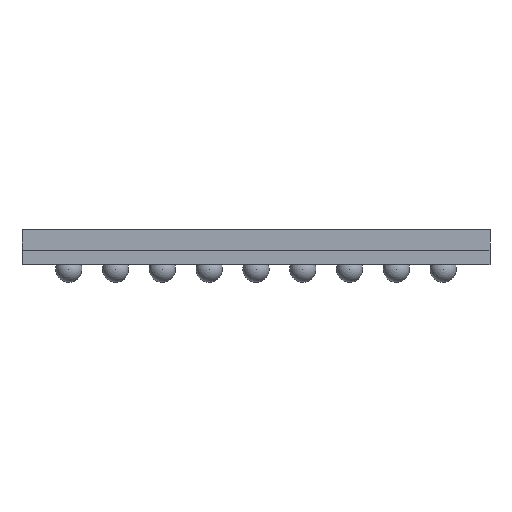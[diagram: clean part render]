
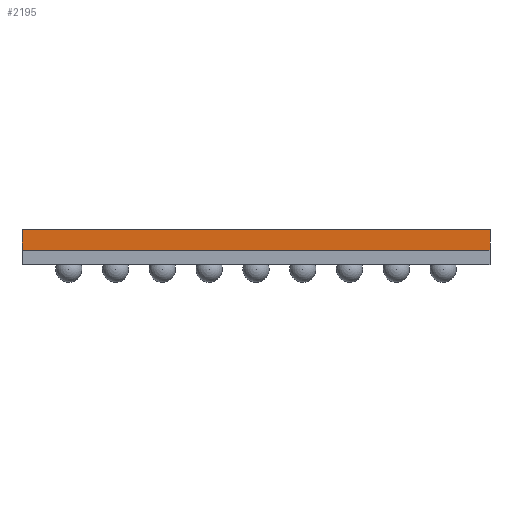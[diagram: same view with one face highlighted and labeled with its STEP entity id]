
A CAD part, left-side view. The second image highlights one B-rep face of the part: STEP entity #2195.
In plain terms, the highlighted planar face has unit normal (-1, 0, 0).
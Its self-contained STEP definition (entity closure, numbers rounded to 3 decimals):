
#725 = VERTEX_POINT ( 'NONE', #12300 ) ;
#1870 = CARTESIAN_POINT ( 'NONE',  ( -4., -4., 0.9 ) ) ;
#2195 = ADVANCED_FACE ( 'NONE', ( #10578 ), #10469, .F. ) ;
#2672 = ORIENTED_EDGE ( 'NONE', *, *, #15153, .F. ) ;
#3395 = CARTESIAN_POINT ( 'NONE',  ( -4., 4., 0.55 ) ) ;
#3520 = LINE ( 'NONE', #16424, #7378 ) ;
#3607 = VECTOR ( 'NONE', #7828, 1000. ) ;
#4127 = ORIENTED_EDGE ( 'NONE', *, *, #5540, .T. ) ;
#4562 = DIRECTION ( 'NONE',  ( 0., 0., 1. ) ) ;
#5540 = EDGE_CURVE ( 'NONE', #6621, #725, #18257, .T. ) ;
#6621 = VERTEX_POINT ( 'NONE', #3395 ) ;
#7378 = VECTOR ( 'NONE', #9086, 1000. ) ;
#7687 = LINE ( 'NONE', #1870, #17131 ) ;
#7828 = DIRECTION ( 'NONE',  ( 0., 0., -1. ) ) ;
#8003 = CARTESIAN_POINT ( 'NONE',  ( -4., 4., 0.55 ) ) ;
#8609 = VERTEX_POINT ( 'NONE', #8944 ) ;
#8705 = VERTEX_POINT ( 'NONE', #13784 ) ;
#8944 = CARTESIAN_POINT ( 'NONE',  ( -4., 4., 0.9 ) ) ;
#9086 = DIRECTION ( 'NONE',  ( 0., -1., 0. ) ) ;
#9940 = AXIS2_PLACEMENT_3D ( 'NONE', #11827, #17571, #4562 ) ;
#10469 = PLANE ( 'NONE',  #9940 ) ;
#10578 = FACE_OUTER_BOUND ( 'NONE', #16116, .T. ) ;
#10867 = EDGE_CURVE ( 'NONE', #8609, #6621, #13546, .T. ) ;
#11827 = CARTESIAN_POINT ( 'NONE',  ( -4., 4., 0.9 ) ) ;
#11932 = DIRECTION ( 'NONE',  ( 0., 0., -1. ) ) ;
#12300 = CARTESIAN_POINT ( 'NONE',  ( -4., -4., 0.55 ) ) ;
#12532 = EDGE_CURVE ( 'NONE', #8609, #8705, #3520, .T. ) ;
#13350 = CARTESIAN_POINT ( 'NONE',  ( -4., 4., 0.9 ) ) ;
#13546 = LINE ( 'NONE', #13350, #3607 ) ;
#13784 = CARTESIAN_POINT ( 'NONE',  ( -4., -4., 0.9 ) ) ;
#13801 = DIRECTION ( 'NONE',  ( 0., -1., 0. ) ) ;
#14839 = VECTOR ( 'NONE', #13801, 1000. ) ;
#14902 = ORIENTED_EDGE ( 'NONE', *, *, #10867, .T. ) ;
#15153 = EDGE_CURVE ( 'NONE', #8705, #725, #7687, .T. ) ;
#15963 = ORIENTED_EDGE ( 'NONE', *, *, #12532, .F. ) ;
#16116 = EDGE_LOOP ( 'NONE', ( #4127, #2672, #15963, #14902 ) ) ;
#16424 = CARTESIAN_POINT ( 'NONE',  ( -4., 4., 0.9 ) ) ;
#17131 = VECTOR ( 'NONE', #11932, 1000. ) ;
#17571 = DIRECTION ( 'NONE',  ( 1., 0., 0. ) ) ;
#18257 = LINE ( 'NONE', #8003, #14839 ) ;
